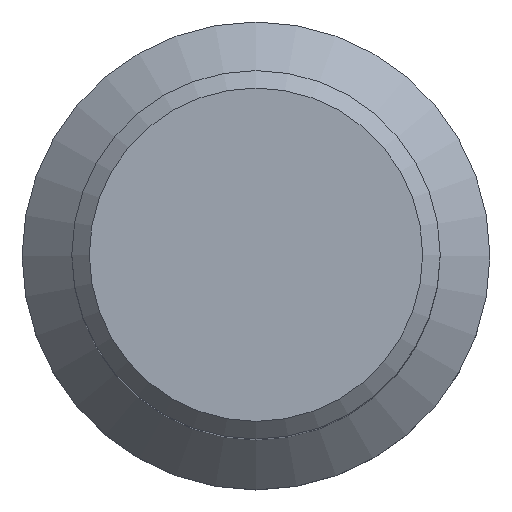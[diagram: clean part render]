
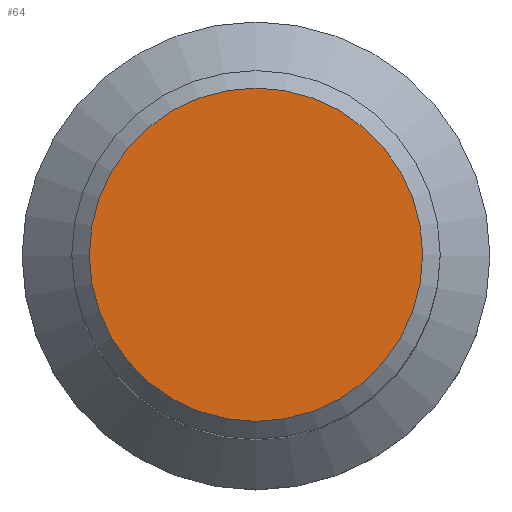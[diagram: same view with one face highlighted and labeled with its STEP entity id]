
A CAD part, top view. The second image highlights one B-rep face of the part: STEP entity #64.
In plain terms, the highlighted planar face has unit normal (0, 0, 1).
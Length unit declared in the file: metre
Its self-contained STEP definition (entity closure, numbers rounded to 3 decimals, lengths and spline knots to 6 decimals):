
#14=PLANE('',#85);
#18=ORIENTED_EDGE('',*,*,#28,.T.);
#28=EDGE_CURVE('',#33,#33,#38,.T.);
#33=VERTEX_POINT('',#125);
#38=CIRCLE('',#86,0.00285);
#43=EDGE_LOOP('',(#18));
#53=FACE_BOUND('',#43,.T.);
#64=ADVANCED_FACE('',(#53),#14,.T.);
#85=AXIS2_PLACEMENT_3D('',#123,#101,#102);
#86=AXIS2_PLACEMENT_3D('',#124,#103,#104);
#101=DIRECTION('',(0.,0.,1.));
#102=DIRECTION('',(1.,0.,0.));
#103=DIRECTION('',(0.,0.,1.));
#104=DIRECTION('',(1.,0.,0.));
#123=CARTESIAN_POINT('',(0.032421,-0.011556,0.012));
#124=CARTESIAN_POINT('',(0.032421,-0.011556,0.012));
#125=CARTESIAN_POINT('',(0.035271,-0.011556,0.012));
